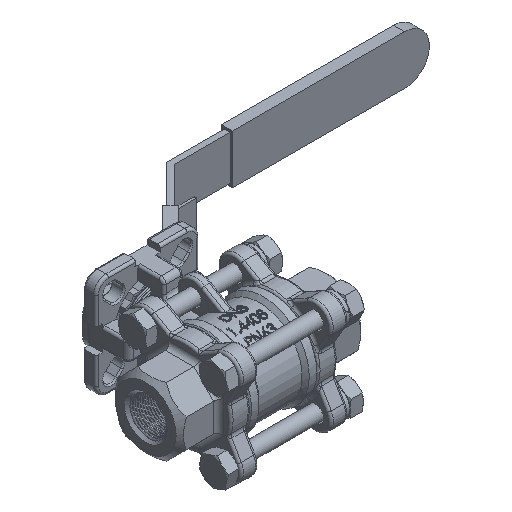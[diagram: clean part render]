
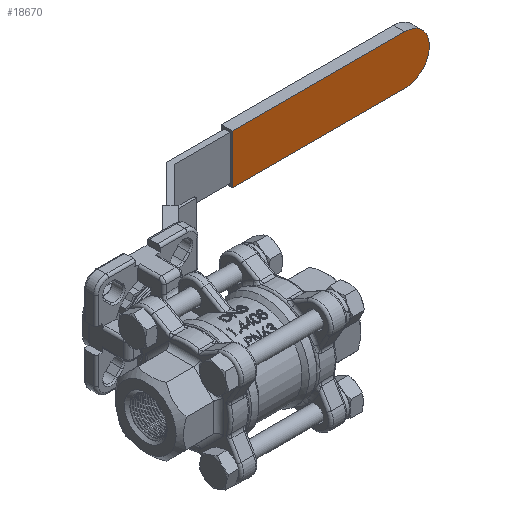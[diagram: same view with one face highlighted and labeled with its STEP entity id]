
A CAD part, isometric view. The second image highlights one B-rep face of the part: STEP entity #18670.
In plain terms, the highlighted face is planar.
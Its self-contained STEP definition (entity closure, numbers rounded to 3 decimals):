
#1809=CIRCLE('',#27311,10.);
#2494=ORIENTED_EDGE('',*,*,#8298,.F.);
#2495=ORIENTED_EDGE('',*,*,#8303,.T.);
#2496=ORIENTED_EDGE('',*,*,#8301,.T.);
#2497=ORIENTED_EDGE('',*,*,#8289,.T.);
#8289=EDGE_CURVE('',#11206,#11204,#13133,.T.);
#8298=EDGE_CURVE('',#11213,#11204,#13142,.T.);
#8301=EDGE_CURVE('',#11215,#11206,#13144,.T.);
#8303=EDGE_CURVE('',#11213,#11215,#1809,.F.);
#11204=VERTEX_POINT('',#33168);
#11206=VERTEX_POINT('',#33171);
#11213=VERTEX_POINT('',#33187);
#11215=VERTEX_POINT('',#33195);
#13133=LINE('',#33170,#14405);
#13142=LINE('',#33188,#14414);
#13144=LINE('',#33194,#14416);
#14405=VECTOR('',#28881,1000.);
#14414=VECTOR('',#28892,1000.);
#14416=VECTOR('',#28900,1000.);
#15671=EDGE_LOOP('',(#2494,#2495,#2496,#2497));
#16947=FACE_BOUND('',#15671,.T.);
#18209=PLANE('',#27310);
#18670=ADVANCED_FACE('',(#16947),#18209,.F.);
#27310=AXIS2_PLACEMENT_3D('',#33197,#28902,#28903);
#27311=AXIS2_PLACEMENT_3D('',#33198,#28904,#28905);
#28881=DIRECTION('',(-1.,0.,0.));
#28892=DIRECTION('',(0.,-1.,0.));
#28900=DIRECTION('',(0.,-1.,0.));
#28902=DIRECTION('',(0.,0.,1.));
#28903=DIRECTION('',(1.,0.,0.));
#28904=DIRECTION('',(0.,0.,1.));
#28905=DIRECTION('',(1.,0.,0.));
#33168=CARTESIAN_POINT('',(-10.,0.,-2.25));
#33170=CARTESIAN_POINT('',(10.,0.,-2.25));
#33171=CARTESIAN_POINT('',(10.,0.,-2.25));
#33187=CARTESIAN_POINT('',(-10.,70.,-2.25));
#33188=CARTESIAN_POINT('',(-10.,80.,-2.25));
#33194=CARTESIAN_POINT('',(10.,80.,-2.25));
#33195=CARTESIAN_POINT('',(10.,70.,-2.25));
#33197=CARTESIAN_POINT('',(10.,80.,-2.25));
#33198=CARTESIAN_POINT('',(0.,70.,-2.25));
